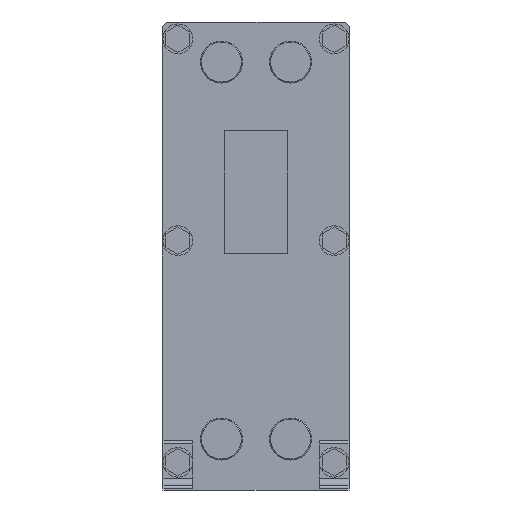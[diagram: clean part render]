
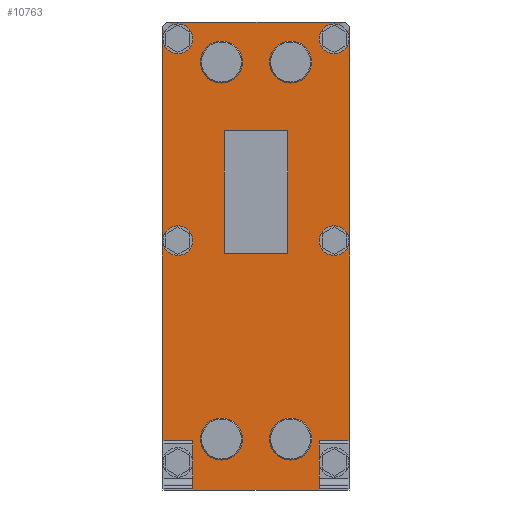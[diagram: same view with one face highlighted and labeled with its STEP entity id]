
A CAD part, front view. The second image highlights one B-rep face of the part: STEP entity #10763.
In plain terms, the highlighted planar face has unit normal (0, -1, 0).
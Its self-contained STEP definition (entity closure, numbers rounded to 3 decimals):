
#1331=FACE_BOUND('',#2596,.T.);
#1332=FACE_BOUND('',#2597,.T.);
#1333=FACE_BOUND('',#2598,.T.);
#1334=FACE_BOUND('',#2599,.T.);
#1335=FACE_BOUND('',#2600,.T.);
#1336=FACE_BOUND('',#2601,.T.);
#1337=FACE_BOUND('',#2602,.T.);
#1338=FACE_BOUND('',#2603,.T.);
#1339=FACE_BOUND('',#2604,.T.);
#1463=CIRCLE('',#11332,15.);
#1464=CIRCLE('',#11333,15.);
#1465=CIRCLE('',#11334,15.);
#1466=CIRCLE('',#11335,15.);
#1467=CIRCLE('',#11336,21.2);
#1468=CIRCLE('',#11337,21.2);
#1469=CIRCLE('',#11338,21.2);
#1470=CIRCLE('',#11339,21.2);
#2045=FACE_OUTER_BOUND('',#2595,.T.);
#2595=EDGE_LOOP('',(#7895,#7896,#7897,#7898,#7899,#7900,#7901,#7902,#7903,
#7904,#7905,#7906,#7907,#7908));
#2596=EDGE_LOOP('',(#7909,#7910,#7911,#7912));
#2597=EDGE_LOOP('',(#7913));
#2598=EDGE_LOOP('',(#7914));
#2599=EDGE_LOOP('',(#7915));
#2600=EDGE_LOOP('',(#7916));
#2601=EDGE_LOOP('',(#7917));
#2602=EDGE_LOOP('',(#7918));
#2603=EDGE_LOOP('',(#7919));
#2604=EDGE_LOOP('',(#7920));
#3262=LINE('',#15963,#4498);
#3266=LINE('',#15970,#4502);
#3268=LINE('',#15974,#4504);
#3270=LINE('',#15978,#4506);
#3272=LINE('',#15982,#4508);
#3274=LINE('',#15986,#4510);
#3277=LINE('',#15992,#4513);
#3278=LINE('',#15995,#4514);
#3279=LINE('',#15997,#4515);
#3280=LINE('',#15999,#4516);
#3281=LINE('',#16001,#4517);
#3282=LINE('',#16003,#4518);
#3283=LINE('',#16005,#4519);
#3284=LINE('',#16006,#4520);
#3285=LINE('',#16009,#4521);
#3286=LINE('',#16011,#4522);
#3287=LINE('',#16013,#4523);
#3288=LINE('',#16014,#4524);
#4498=VECTOR('',#12470,10.);
#4502=VECTOR('',#12476,10.);
#4504=VECTOR('',#12480,10.);
#4506=VECTOR('',#12484,10.);
#4508=VECTOR('',#12488,10.);
#4510=VECTOR('',#12492,10.);
#4513=VECTOR('',#12497,10.);
#4514=VECTOR('',#12500,10.);
#4515=VECTOR('',#12501,10.);
#4516=VECTOR('',#12502,10.);
#4517=VECTOR('',#12503,10.);
#4518=VECTOR('',#12504,10.);
#4519=VECTOR('',#12505,10.);
#4520=VECTOR('',#12506,10.);
#4521=VECTOR('',#12507,10.);
#4522=VECTOR('',#12508,10.);
#4523=VECTOR('',#12509,10.);
#4524=VECTOR('',#12510,10.);
#5741=VERTEX_POINT('',#15960);
#5742=VERTEX_POINT('',#15962);
#5744=VERTEX_POINT('',#15968);
#5745=VERTEX_POINT('',#15972);
#5746=VERTEX_POINT('',#15976);
#5747=VERTEX_POINT('',#15980);
#5748=VERTEX_POINT('',#15984);
#5750=VERTEX_POINT('',#15990);
#5751=VERTEX_POINT('',#15994);
#5752=VERTEX_POINT('',#15996);
#5753=VERTEX_POINT('',#15998);
#5754=VERTEX_POINT('',#16000);
#5755=VERTEX_POINT('',#16002);
#5756=VERTEX_POINT('',#16004);
#5757=VERTEX_POINT('',#16007);
#5758=VERTEX_POINT('',#16008);
#5759=VERTEX_POINT('',#16010);
#5760=VERTEX_POINT('',#16012);
#5761=VERTEX_POINT('',#16015);
#5762=VERTEX_POINT('',#16017);
#5763=VERTEX_POINT('',#16019);
#5764=VERTEX_POINT('',#16021);
#5765=VERTEX_POINT('',#16023);
#5766=VERTEX_POINT('',#16025);
#5767=VERTEX_POINT('',#16027);
#5768=VERTEX_POINT('',#16029);
#6608=EDGE_CURVE('',#5742,#5741,#3262,.T.);
#6612=EDGE_CURVE('',#5741,#5744,#3266,.T.);
#6614=EDGE_CURVE('',#5744,#5745,#3268,.T.);
#6616=EDGE_CURVE('',#5745,#5746,#3270,.T.);
#6618=EDGE_CURVE('',#5746,#5747,#3272,.T.);
#6620=EDGE_CURVE('',#5747,#5748,#3274,.T.);
#6623=EDGE_CURVE('',#5748,#5750,#3277,.T.);
#6624=EDGE_CURVE('',#5750,#5751,#3278,.T.);
#6625=EDGE_CURVE('',#5751,#5752,#3279,.T.);
#6626=EDGE_CURVE('',#5752,#5753,#3280,.T.);
#6627=EDGE_CURVE('',#5754,#5753,#3281,.T.);
#6628=EDGE_CURVE('',#5754,#5755,#3282,.T.);
#6629=EDGE_CURVE('',#5755,#5756,#3283,.T.);
#6630=EDGE_CURVE('',#5756,#5742,#3284,.T.);
#6631=EDGE_CURVE('',#5757,#5758,#3285,.T.);
#6632=EDGE_CURVE('',#5758,#5759,#3286,.T.);
#6633=EDGE_CURVE('',#5759,#5760,#3287,.T.);
#6634=EDGE_CURVE('',#5760,#5757,#3288,.T.);
#6635=EDGE_CURVE('',#5761,#5761,#1463,.T.);
#6636=EDGE_CURVE('',#5762,#5762,#1464,.T.);
#6637=EDGE_CURVE('',#5763,#5763,#1465,.T.);
#6638=EDGE_CURVE('',#5764,#5764,#1466,.T.);
#6639=EDGE_CURVE('',#5765,#5765,#1467,.T.);
#6640=EDGE_CURVE('',#5766,#5766,#1468,.T.);
#6641=EDGE_CURVE('',#5767,#5767,#1469,.T.);
#6642=EDGE_CURVE('',#5768,#5768,#1470,.T.);
#7895=ORIENTED_EDGE('',*,*,#6624,.T.);
#7896=ORIENTED_EDGE('',*,*,#6625,.T.);
#7897=ORIENTED_EDGE('',*,*,#6626,.T.);
#7898=ORIENTED_EDGE('',*,*,#6627,.F.);
#7899=ORIENTED_EDGE('',*,*,#6628,.T.);
#7900=ORIENTED_EDGE('',*,*,#6629,.T.);
#7901=ORIENTED_EDGE('',*,*,#6630,.T.);
#7902=ORIENTED_EDGE('',*,*,#6608,.T.);
#7903=ORIENTED_EDGE('',*,*,#6612,.T.);
#7904=ORIENTED_EDGE('',*,*,#6614,.T.);
#7905=ORIENTED_EDGE('',*,*,#6616,.T.);
#7906=ORIENTED_EDGE('',*,*,#6618,.T.);
#7907=ORIENTED_EDGE('',*,*,#6620,.T.);
#7908=ORIENTED_EDGE('',*,*,#6623,.T.);
#7909=ORIENTED_EDGE('',*,*,#6631,.T.);
#7910=ORIENTED_EDGE('',*,*,#6632,.T.);
#7911=ORIENTED_EDGE('',*,*,#6633,.T.);
#7912=ORIENTED_EDGE('',*,*,#6634,.T.);
#7913=ORIENTED_EDGE('',*,*,#6635,.T.);
#7914=ORIENTED_EDGE('',*,*,#6636,.T.);
#7915=ORIENTED_EDGE('',*,*,#6637,.T.);
#7916=ORIENTED_EDGE('',*,*,#6638,.T.);
#7917=ORIENTED_EDGE('',*,*,#6639,.T.);
#7918=ORIENTED_EDGE('',*,*,#6640,.T.);
#7919=ORIENTED_EDGE('',*,*,#6641,.T.);
#7920=ORIENTED_EDGE('',*,*,#6642,.T.);
#10373=PLANE('',#11331);
#10763=ADVANCED_FACE('',(#2045,#1331,#1332,#1333,#1334,#1335,#1336,#1337,
#1338,#1339),#10373,.T.);
#11331=AXIS2_PLACEMENT_3D('',#15993,#12498,#12499);
#11332=AXIS2_PLACEMENT_3D('',#16016,#12511,#12512);
#11333=AXIS2_PLACEMENT_3D('',#16018,#12513,#12514);
#11334=AXIS2_PLACEMENT_3D('',#16020,#12515,#12516);
#11335=AXIS2_PLACEMENT_3D('',#16022,#12517,#12518);
#11336=AXIS2_PLACEMENT_3D('',#16024,#12519,#12520);
#11337=AXIS2_PLACEMENT_3D('',#16026,#12521,#12522);
#11338=AXIS2_PLACEMENT_3D('',#16028,#12523,#12524);
#11339=AXIS2_PLACEMENT_3D('',#16030,#12525,#12526);
#12470=DIRECTION('',(0.707,0.,0.707));
#12476=DIRECTION('',(0.,0.,1.));
#12480=DIRECTION('',(-0.707,0.,0.707));
#12484=DIRECTION('',(-1.,0.,0.));
#12488=DIRECTION('',(-0.707,0.,-0.707));
#12492=DIRECTION('',(0.,0.,-1.));
#12497=DIRECTION('',(0.707,0.,-0.707));
#12498=DIRECTION('center_axis',(0.,-1.,0.));
#12499=DIRECTION('ref_axis',(1.,0.,0.));
#12500=DIRECTION('',(0.,0.,1.));
#12501=DIRECTION('',(1.,0.,0.));
#12502=DIRECTION('',(0.,0.,-1.));
#12503=DIRECTION('',(-1.,0.,0.));
#12504=DIRECTION('',(0.,0.,1.));
#12505=DIRECTION('',(1.,0.,0.));
#12506=DIRECTION('',(0.,0.,-1.));
#12507=DIRECTION('',(0.,0.,1.));
#12508=DIRECTION('',(1.,0.,0.));
#12509=DIRECTION('',(0.,0.,-1.));
#12510=DIRECTION('',(-1.,0.,0.));
#12511=DIRECTION('center_axis',(0.,1.,0.));
#12512=DIRECTION('ref_axis',(-1.,0.,0.));
#12513=DIRECTION('center_axis',(0.,1.,0.));
#12514=DIRECTION('ref_axis',(-1.,0.,0.));
#12515=DIRECTION('center_axis',(0.,1.,0.));
#12516=DIRECTION('ref_axis',(-1.,0.,0.));
#12517=DIRECTION('center_axis',(0.,1.,0.));
#12518=DIRECTION('ref_axis',(-1.,0.,0.));
#12519=DIRECTION('center_axis',(0.,1.,0.));
#12520=DIRECTION('ref_axis',(-1.,0.,0.));
#12521=DIRECTION('center_axis',(0.,1.,0.));
#12522=DIRECTION('ref_axis',(-1.,0.,0.));
#12523=DIRECTION('center_axis',(0.,1.,0.));
#12524=DIRECTION('ref_axis',(-1.,0.,0.));
#12525=DIRECTION('center_axis',(0.,1.,0.));
#12526=DIRECTION('ref_axis',(-1.,0.,0.));
#15960=CARTESIAN_POINT('',(95.,-25.,5.));
#15962=CARTESIAN_POINT('',(94.,-25.,4.));
#15963=CARTESIAN_POINT('',(95.,-25.,5.));
#15968=CARTESIAN_POINT('',(95.,-25.,468.));
#15970=CARTESIAN_POINT('',(95.,-25.,468.));
#15972=CARTESIAN_POINT('',(90.,-25.,473.));
#15974=CARTESIAN_POINT('',(90.,-25.,473.));
#15976=CARTESIAN_POINT('',(-90.,-25.,473.));
#15978=CARTESIAN_POINT('',(-90.,-25.,473.));
#15980=CARTESIAN_POINT('',(-95.,-25.,468.));
#15982=CARTESIAN_POINT('',(-95.,-25.,468.));
#15984=CARTESIAN_POINT('',(-95.,-25.,5.));
#15986=CARTESIAN_POINT('',(-95.,-25.,5.));
#15990=CARTESIAN_POINT('',(-94.,-25.,4.));
#15992=CARTESIAN_POINT('',(-90.,-25.,0.));
#15993=CARTESIAN_POINT('Origin',(0.,-25.,236.5));
#15994=CARTESIAN_POINT('',(-94.,-25.,50.));
#15995=CARTESIAN_POINT('',(-94.,-25.,125.641));
#15996=CARTESIAN_POINT('',(-64.,-25.,50.));
#15997=CARTESIAN_POINT('',(0.,-25.,50.));
#15998=CARTESIAN_POINT('',(-64.,-25.,0.));
#15999=CARTESIAN_POINT('',(-64.,-25.,50.));
#16000=CARTESIAN_POINT('',(64.,-25.,0.));
#16001=CARTESIAN_POINT('',(-45.,-25.,0.));
#16002=CARTESIAN_POINT('',(64.,-25.,50.));
#16003=CARTESIAN_POINT('',(64.,-25.,50.));
#16004=CARTESIAN_POINT('',(94.,-25.,50.));
#16005=CARTESIAN_POINT('',(0.,-25.,50.));
#16006=CARTESIAN_POINT('',(94.,-25.,125.641));
#16007=CARTESIAN_POINT('',(-32.25,-25.,239.2));
#16008=CARTESIAN_POINT('',(-32.25,-25.,363.));
#16009=CARTESIAN_POINT('',(-32.25,-25.,237.85));
#16010=CARTESIAN_POINT('',(32.25,-25.,363.));
#16011=CARTESIAN_POINT('',(-16.125,-25.,363.));
#16012=CARTESIAN_POINT('',(32.25,-25.,239.2));
#16013=CARTESIAN_POINT('',(32.25,-25.,299.75));
#16014=CARTESIAN_POINT('',(16.125,-25.,239.2));
#16015=CARTESIAN_POINT('',(-64.,-25.,252.));
#16016=CARTESIAN_POINT('Origin',(-79.,-25.,252.));
#16017=CARTESIAN_POINT('',(-64.,-25.,456.));
#16018=CARTESIAN_POINT('Origin',(-79.,-25.,456.));
#16019=CARTESIAN_POINT('',(94.,-25.,456.));
#16020=CARTESIAN_POINT('Origin',(79.,-25.,456.));
#16021=CARTESIAN_POINT('',(94.,-25.,252.));
#16022=CARTESIAN_POINT('Origin',(79.,-25.,252.));
#16023=CARTESIAN_POINT('',(-13.8,-25.,51.5));
#16024=CARTESIAN_POINT('Origin',(-35.,-25.,51.5));
#16025=CARTESIAN_POINT('',(-13.8,-25.,432.5));
#16026=CARTESIAN_POINT('Origin',(-35.,-25.,432.5));
#16027=CARTESIAN_POINT('',(56.2,-25.,432.5));
#16028=CARTESIAN_POINT('Origin',(35.,-25.,432.5));
#16029=CARTESIAN_POINT('',(56.2,-25.,51.5));
#16030=CARTESIAN_POINT('Origin',(35.,-25.,51.5));
